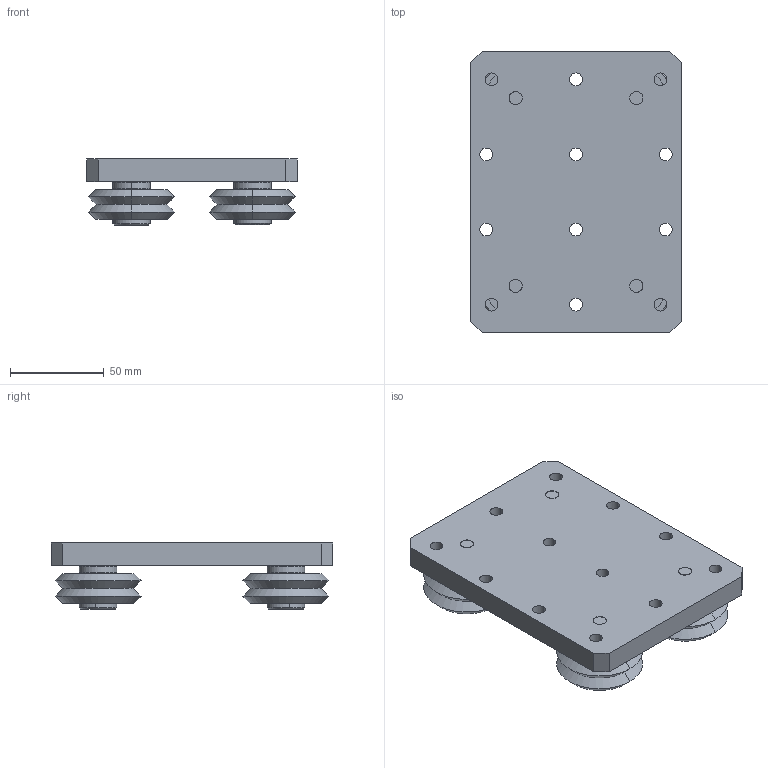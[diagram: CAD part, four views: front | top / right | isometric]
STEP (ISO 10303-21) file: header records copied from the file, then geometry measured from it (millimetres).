
FILE_DESCRIPTION (( 'STEP AP214' ), '1' );
FILE_NAME ('LWS-03-150.STEP', '2022-12-20T10:11:23', ( '' ), ( '' ), 'SwSTEP 2.0', 'SolidWorks 2020', '' );
FILE_SCHEMA (( 'AUTOMOTIVE_DESIGN' ));
Length unit declared in the file: millimetre
Products named in the file (1): LWS-03-150
Bounding box: 112 x 150 x 35.15 mm (x, y, z)
Volume: 277676.2 mm3; surface area: 85925.5 mm2
Topology: 19 solids, 23 shells, 434 faces, 912 edges, 556 vertices
Faces by surface type: cylinder 168, cone 112, plane 110, torus 44
Entity records: 16762 total; most frequent: DIRECTION 2318, CARTESIAN_POINT 1903, ORIENTED_EDGE 1824, AXIS2_PLACEMENT_3D 971, EDGE_CURVE 912, VERTEX_POINT 556, CIRCLE 536, EDGE_LOOP 534
